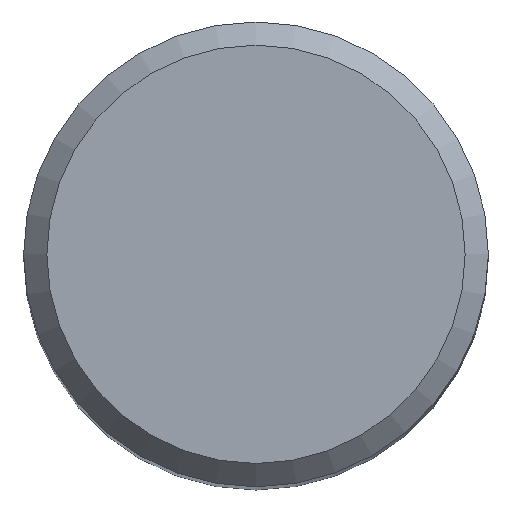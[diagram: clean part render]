
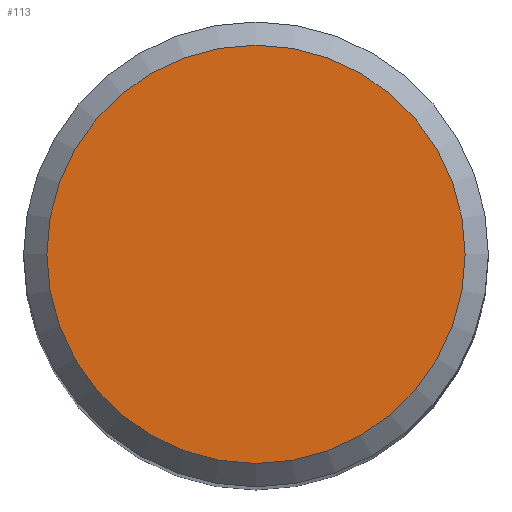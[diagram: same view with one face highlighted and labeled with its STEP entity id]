
A CAD part, top view. The second image highlights one B-rep face of the part: STEP entity #113.
In plain terms, the highlighted planar face has unit normal (0, 0, 1).
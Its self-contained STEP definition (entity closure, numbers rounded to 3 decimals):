
#113=ADVANCED_FACE('',(#145),#140,.T.);
#140=PLANE('',#348);
#145=FACE_OUTER_BOUND('',#150,.T.);
#150=EDGE_LOOP('',(#198));
#198=ORIENTED_EDGE('',*,*,#271,.T.);
#246=VERTEX_POINT('',#513);
#271=EDGE_CURVE('',#246,#246,#295,.T.);
#295=CIRCLE('',#347,4.5);
#347=AXIS2_PLACEMENT_3D('',#512,#406,#407);
#348=AXIS2_PLACEMENT_3D('',#514,#408,#409);
#406=DIRECTION('',(0.,0.,1.));
#407=DIRECTION('',(1.,0.,0.));
#408=DIRECTION('',(0.,0.,1.));
#409=DIRECTION('',(-1.,0.,0.));
#512=CARTESIAN_POINT('',(0.,0.,40.));
#513=CARTESIAN_POINT('',(4.5,0.,40.));
#514=CARTESIAN_POINT('',(0.,0.,40.));
